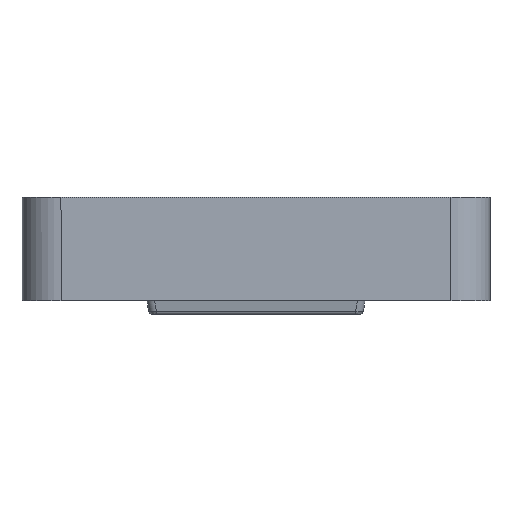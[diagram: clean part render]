
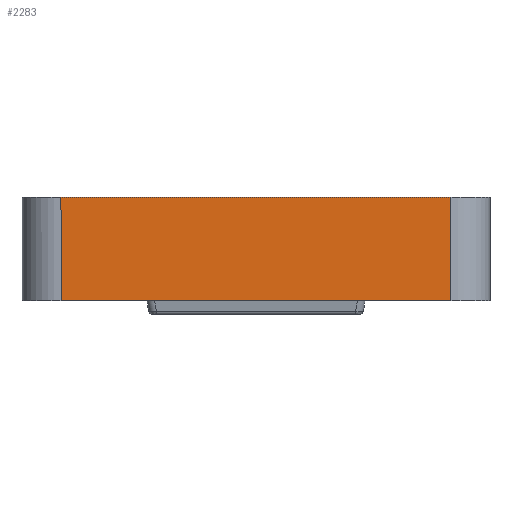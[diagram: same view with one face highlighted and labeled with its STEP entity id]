
A CAD part, left-side view. The second image highlights one B-rep face of the part: STEP entity #2283.
In plain terms, the highlighted planar face has unit normal (-1, 0, 0).
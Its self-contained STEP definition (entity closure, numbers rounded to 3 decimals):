
#84 = VECTOR ( 'NONE', #11570, 1000. ) ;
#215 = VERTEX_POINT ( 'NONE', #8111 ) ;
#1194 = AXIS2_PLACEMENT_3D ( 'NONE', #4845, #2345, #10267 ) ;
#1271 = DIRECTION ( 'NONE',  ( 0., 0., -1. ) ) ;
#1689 = ORIENTED_EDGE ( 'NONE', *, *, #13648, .T. ) ;
#2024 = VECTOR ( 'NONE', #2341, 1000. ) ;
#2213 = DIRECTION ( 'NONE',  ( 0., -1., 0. ) ) ;
#2283 = ADVANCED_FACE ( 'NONE', ( #6456 ), #11787, .F. ) ;
#2330 = CARTESIAN_POINT ( 'NONE',  ( -60., -50., 0. ) ) ;
#2341 = DIRECTION ( 'NONE',  ( 0., -1., 0. ) ) ;
#2345 = DIRECTION ( 'NONE',  ( 1., 0., 0. ) ) ;
#2809 = VERTEX_POINT ( 'NONE', #13720 ) ;
#3149 = VECTOR ( 'NONE', #15159, 1000. ) ;
#3401 = CARTESIAN_POINT ( 'NONE',  ( -60., 25., 33.7 ) ) ;
#3965 = CARTESIAN_POINT ( 'NONE',  ( -60., -50., 60. ) ) ;
#3999 = VERTEX_POINT ( 'NONE', #14010 ) ;
#4035 = ORIENTED_EDGE ( 'NONE', *, *, #12707, .T. ) ;
#4619 = ORIENTED_EDGE ( 'NONE', *, *, #14584, .T. ) ;
#4845 = CARTESIAN_POINT ( 'NONE',  ( -60., 25., 33.5 ) ) ;
#4860 = CARTESIAN_POINT ( 'NONE',  ( -60., 27.985, 60. ) ) ;
#4924 = CARTESIAN_POINT ( 'NONE',  ( -60., -27.985, 33.5 ) ) ;
#5500 = DIRECTION ( 'NONE',  ( 1., 0., 0. ) ) ;
#5619 = CIRCLE ( 'NONE', #1194, 0.2 ) ;
#5851 = ORIENTED_EDGE ( 'NONE', *, *, #9047, .T. ) ;
#6456 = FACE_OUTER_BOUND ( 'NONE', #9589, .T. ) ;
#6788 = CARTESIAN_POINT ( 'NONE',  ( -60., 25., 33.5 ) ) ;
#7633 = CARTESIAN_POINT ( 'NONE',  ( -60., -27.985, 33.5 ) ) ;
#8111 = CARTESIAN_POINT ( 'NONE',  ( -60., 50., 33.5 ) ) ;
#8869 = LINE ( 'NONE', #2330, #3149 ) ;
#8928 = LINE ( 'NONE', #7633, #12213 ) ;
#9047 = EDGE_CURVE ( 'NONE', #14313, #15597, #13798, .T. ) ;
#9589 = EDGE_LOOP ( 'NONE', ( #13973, #4035, #1689, #4619, #5851, #11337, #10283 ) ) ;
#10155 = CARTESIAN_POINT ( 'NONE',  ( -60., 0., 0. ) ) ;
#10267 = DIRECTION ( 'NONE',  ( 0., 0., -1. ) ) ;
#10273 = EDGE_CURVE ( 'NONE', #13281, #14175, #11322, .T. ) ;
#10283 = ORIENTED_EDGE ( 'NONE', *, *, #12295, .T. ) ;
#10506 = CARTESIAN_POINT ( 'NONE',  ( -60., 24.8, 33.5 ) ) ;
#11322 = LINE ( 'NONE', #4860, #84 ) ;
#11337 = ORIENTED_EDGE ( 'NONE', *, *, #14257, .T. ) ;
#11348 = CARTESIAN_POINT ( 'NONE',  ( -60., 50., 60. ) ) ;
#11570 = DIRECTION ( 'NONE',  ( 0., 1., 0. ) ) ;
#11706 = DIRECTION ( 'NONE',  ( 0., 0., -1. ) ) ;
#11787 = PLANE ( 'NONE',  #11842 ) ;
#11842 = AXIS2_PLACEMENT_3D ( 'NONE', #10155, #17024, #11706 ) ;
#12213 = VECTOR ( 'NONE', #2213, 1000. ) ;
#12295 = EDGE_CURVE ( 'NONE', #2809, #13281, #8869, .T. ) ;
#12600 = DIRECTION ( 'NONE',  ( 0., 0., -1. ) ) ;
#12707 = EDGE_CURVE ( 'NONE', #14175, #215, #13399, .T. ) ;
#12961 = AXIS2_PLACEMENT_3D ( 'NONE', #6788, #5500, #1271 ) ;
#13281 = VERTEX_POINT ( 'NONE', #3965 ) ;
#13316 = CARTESIAN_POINT ( 'NONE',  ( -60., 50., 0. ) ) ;
#13399 = LINE ( 'NONE', #13316, #13561 ) ;
#13561 = VECTOR ( 'NONE', #12600, 1000. ) ;
#13648 = EDGE_CURVE ( 'NONE', #215, #3999, #14130, .T. ) ;
#13720 = CARTESIAN_POINT ( 'NONE',  ( -60., -50., 33.5 ) ) ;
#13798 = CIRCLE ( 'NONE', #12961, 0.2 ) ;
#13973 = ORIENTED_EDGE ( 'NONE', *, *, #10273, .T. ) ;
#14010 = CARTESIAN_POINT ( 'NONE',  ( -60., 25.2, 33.5 ) ) ;
#14130 = LINE ( 'NONE', #4924, #2024 ) ;
#14175 = VERTEX_POINT ( 'NONE', #11348 ) ;
#14257 = EDGE_CURVE ( 'NONE', #15597, #2809, #8928, .T. ) ;
#14313 = VERTEX_POINT ( 'NONE', #3401 ) ;
#14584 = EDGE_CURVE ( 'NONE', #3999, #14313, #5619, .T. ) ;
#15159 = DIRECTION ( 'NONE',  ( 0., 0., 1. ) ) ;
#15597 = VERTEX_POINT ( 'NONE', #10506 ) ;
#17024 = DIRECTION ( 'NONE',  ( 1., 0., 0. ) ) ;
